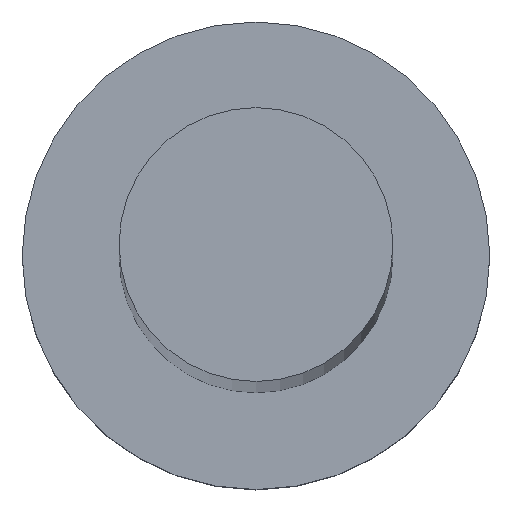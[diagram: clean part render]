
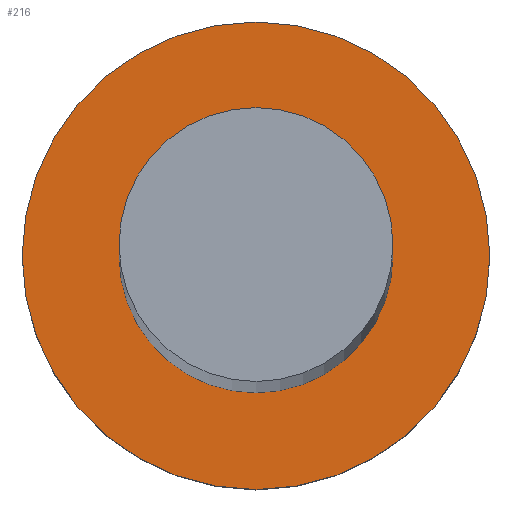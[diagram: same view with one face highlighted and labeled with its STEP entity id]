
A CAD part, top view. The second image highlights one B-rep face of the part: STEP entity #216.
In plain terms, the highlighted planar face has unit normal (0, 0, 1).
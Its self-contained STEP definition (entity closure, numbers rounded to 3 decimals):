
#8 = CIRCLE ( 'NONE', #166, 7. ) ;
#9 = ORIENTED_EDGE ( 'NONE', *, *, #19, .F. ) ;
#10 = ORIENTED_EDGE ( 'NONE', *, *, #77, .F. ) ;
#16 = DIRECTION ( 'NONE',  ( 1., 0., 0. ) ) ;
#19 = EDGE_CURVE ( 'NONE', #198, #168, #226, .T. ) ;
#29 = CARTESIAN_POINT ( 'NONE',  ( 0., 0., 6.5 ) ) ;
#33 = FACE_BOUND ( 'NONE', #223, .T. ) ;
#42 = CIRCLE ( 'NONE', #126, 7. ) ;
#51 = CARTESIAN_POINT ( 'NONE',  ( 0., 0., 6.5 ) ) ;
#57 = DIRECTION ( 'NONE',  ( 0., 0., 1. ) ) ;
#58 = CARTESIAN_POINT ( 'NONE',  ( -4.1, 0., 6.5 ) ) ;
#68 = VERTEX_POINT ( 'NONE', #203 ) ;
#71 = DIRECTION ( 'NONE',  ( 1., 0., 0. ) ) ;
#73 = DIRECTION ( 'NONE',  ( 0., 0., 1. ) ) ;
#75 = CARTESIAN_POINT ( 'NONE',  ( 0., 0., 6.5 ) ) ;
#77 = EDGE_CURVE ( 'NONE', #168, #198, #231, .T. ) ;
#94 = EDGE_CURVE ( 'NONE', #68, #244, #42, .T. ) ;
#104 = ORIENTED_EDGE ( 'NONE', *, *, #164, .T. ) ;
#113 = DIRECTION ( 'NONE',  ( 1., 0., 0. ) ) ;
#114 = PLANE ( 'NONE',  #157 ) ;
#126 = AXIS2_PLACEMENT_3D ( 'NONE', #234, #205, #192 ) ;
#130 = EDGE_LOOP ( 'NONE', ( #145, #104 ) ) ;
#145 = ORIENTED_EDGE ( 'NONE', *, *, #94, .T. ) ;
#152 = AXIS2_PLACEMENT_3D ( 'NONE', #29, #73, #113 ) ;
#157 = AXIS2_PLACEMENT_3D ( 'NONE', #75, #171, #71 ) ;
#164 = EDGE_CURVE ( 'NONE', #244, #68, #8, .T. ) ;
#166 = AXIS2_PLACEMENT_3D ( 'NONE', #233, #57, #16 ) ;
#168 = VERTEX_POINT ( 'NONE', #58 ) ;
#170 = FACE_OUTER_BOUND ( 'NONE', #130, .T. ) ;
#171 = DIRECTION ( 'NONE',  ( 0., 0., 1. ) ) ;
#174 = CARTESIAN_POINT ( 'NONE',  ( 4.1, 0., 6.5 ) ) ;
#176 = CARTESIAN_POINT ( 'NONE',  ( 7., 0., 6.5 ) ) ;
#183 = DIRECTION ( 'NONE',  ( 0., 0., 1. ) ) ;
#192 = DIRECTION ( 'NONE',  ( 1., 0., 0. ) ) ;
#198 = VERTEX_POINT ( 'NONE', #174 ) ;
#203 = CARTESIAN_POINT ( 'NONE',  ( -7., 0., 6.5 ) ) ;
#205 = DIRECTION ( 'NONE',  ( 0., 0., 1. ) ) ;
#216 = ADVANCED_FACE ( 'NONE', ( #33, #170 ), #114, .T. ) ;
#223 = EDGE_LOOP ( 'NONE', ( #10, #9 ) ) ;
#226 = CIRCLE ( 'NONE', #245, 4.1 ) ;
#231 = CIRCLE ( 'NONE', #152, 4.1 ) ;
#233 = CARTESIAN_POINT ( 'NONE',  ( 0., 0., 6.5 ) ) ;
#234 = CARTESIAN_POINT ( 'NONE',  ( 0., 0., 6.5 ) ) ;
#244 = VERTEX_POINT ( 'NONE', #176 ) ;
#245 = AXIS2_PLACEMENT_3D ( 'NONE', #51, #183, #249 ) ;
#249 = DIRECTION ( 'NONE',  ( 1., 0., 0. ) ) ;
